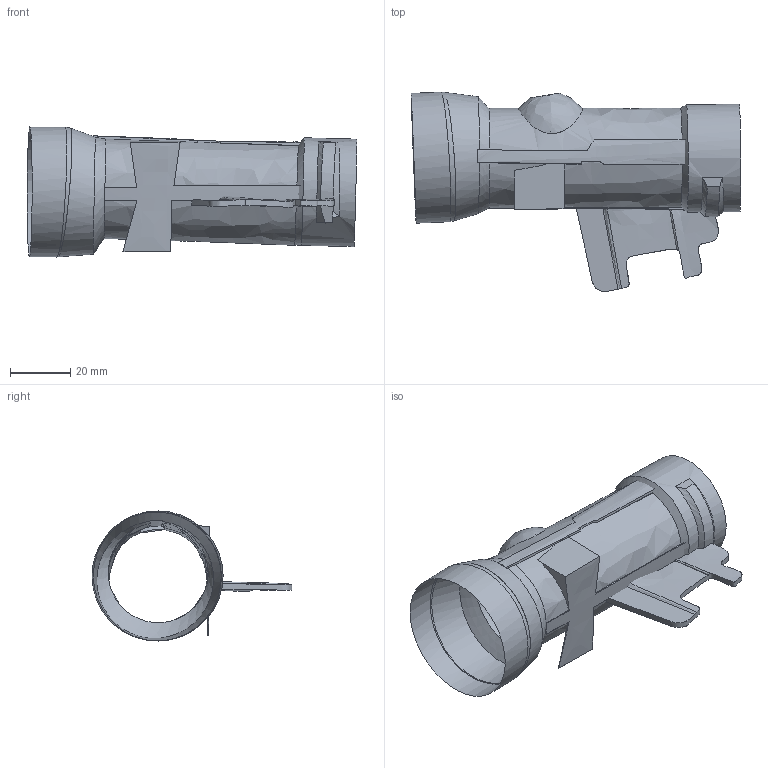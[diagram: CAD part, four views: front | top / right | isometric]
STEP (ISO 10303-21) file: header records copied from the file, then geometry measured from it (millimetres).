
FILE_DESCRIPTION(('STEP AP214'),'1');
FILE_NAME('22jm.stp','2019-05-31T03:14:28',(' '),(' '),'Spatial InterOp 3D',' ',' ');
FILE_SCHEMA(('automotive_design'));
Length unit declared in the file: millimetre
Products named in the file (2): 1; 2
Bounding box: 109.06 x 66.02 x 43 mm (x, y, z)
Surface area: 15524.8 mm2 (no closed solid volume)
Topology: 0 solids, 52 shells, 52 faces, 329 edges, 318 vertices
Faces by surface type: bspline 52
Entity records: 18945 total; most frequent: CARTESIAN_POINT 17228, ORIENTED_EDGE 310, EDGE_CURVE 310, VERTEX_POINT 310, B_SPLINE_CURVE_WITH_KNOTS 212, DIRECTION 134, LINE 62, VECTOR 62
